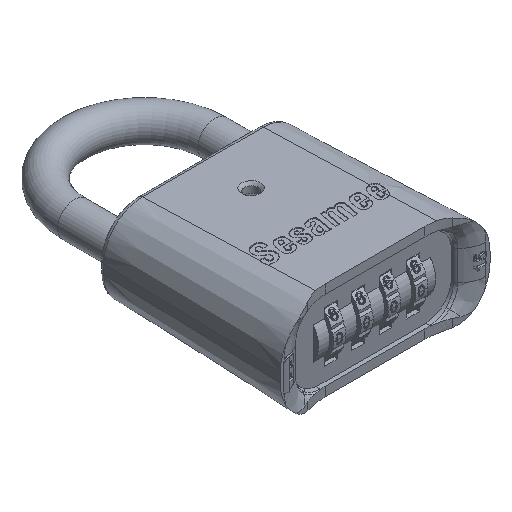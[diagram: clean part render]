
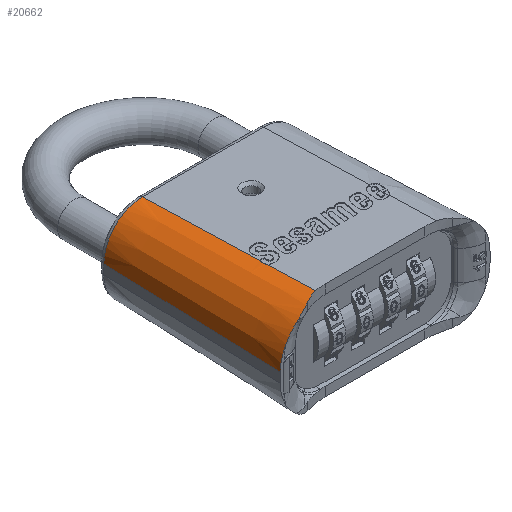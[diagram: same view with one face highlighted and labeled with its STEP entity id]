
A CAD part, isometric view. The second image highlights one B-rep face of the part: STEP entity #20662.
In plain terms, the highlighted conical face has half-angle 1.8 degrees and reference radius 9.16 mm.
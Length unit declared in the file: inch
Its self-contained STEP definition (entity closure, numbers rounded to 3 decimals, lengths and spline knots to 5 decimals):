
#202=CONICAL_SURFACE('',#22009,0.36064,0.031);
#510=ELLIPSE('',#22010,2.01194,0.40003);
#1001=CIRCLE('',#21964,0.41439);
#1675=FACE_OUTER_BOUND('',#2892,.T.);
#2892=EDGE_LOOP('',(#14218,#14219,#14220,#14221,#14222,#14223,#14224,#14225,
#14226,#14227));
#4098=B_SPLINE_CURVE_WITH_KNOTS('',3,(#29031,#29032,#29033,#29034,#29035,
#29036),.UNSPECIFIED.,.F.,.F.,(4,1,1,4),(-0.7854,-0.3366,
0.1122,0.7854),.UNSPECIFIED.);
#4310=B_SPLINE_CURVE_WITH_KNOTS('',3,(#31682,#31683,#31684,#31685,#31686,
#31687),.UNSPECIFIED.,.F.,.F.,(4,2,4),(-0.59379,-0.28377,
-0.20001),.UNSPECIFIED.);
#4311=B_SPLINE_CURVE_WITH_KNOTS('',3,(#31689,#31690,#31691,#31692,#31693,
#31694,#31695,#31696),.UNSPECIFIED.,.F.,.F.,(4,2,2,4),(3.51006,
3.65335,3.91419,3.9571),.UNSPECIFIED.);
#4312=B_SPLINE_CURVE_WITH_KNOTS('',3,(#31697,#31698,#31699,#31700,#31701,
#31702),.UNSPECIFIED.,.F.,.F.,(4,2,4),(1.40277,1.53308,
1.68235),.UNSPECIFIED.);
#4313=B_SPLINE_CURVE_WITH_KNOTS('',3,(#31704,#31705,#31706,#31707,#31708,
#31709,#31710,#31711),.UNSPECIFIED.,.F.,.F.,(4,2,2,4),(-0.12306,
-0.12191,-0.07543,0.),.UNSPECIFIED.);
#5082=LINE('',#30532,#6716);
#5088=LINE('',#30757,#6722);
#5126=LINE('',#31680,#6760);
#6716=VECTOR('',#23780,0.39389);
#6722=VECTOR('',#23786,0.39389);
#6760=VECTOR('',#23836,0.39389);
#8307=VERTEX_POINT('',#28870);
#8308=VERTEX_POINT('',#28876);
#8321=VERTEX_POINT('',#28994);
#8323=VERTEX_POINT('',#29029);
#8502=VERTEX_POINT('',#30531);
#8525=VERTEX_POINT('',#30745);
#8526=VERTEX_POINT('',#30756);
#8636=VERTEX_POINT('',#31681);
#8637=VERTEX_POINT('',#31688);
#8638=VERTEX_POINT('',#31703);
#10448=EDGE_CURVE('',#8308,#8307,#1001,.T.);
#10469=EDGE_CURVE('',#8323,#8321,#4098,.T.);
#10665=EDGE_CURVE('',#8502,#8321,#5082,.T.);
#10689=EDGE_CURVE('',#8526,#8525,#5088,.T.);
#10804=EDGE_CURVE('',#8323,#8308,#5126,.T.);
#10805=EDGE_CURVE('',#8307,#8636,#4310,.T.);
#10806=EDGE_CURVE('',#8636,#8637,#4311,.T.);
#10807=EDGE_CURVE('',#8637,#8526,#4312,.T.);
#10808=EDGE_CURVE('',#8525,#8638,#4313,.T.);
#10809=EDGE_CURVE('',#8638,#8502,#510,.T.);
#14218=ORIENTED_EDGE('',*,*,#10469,.F.);
#14219=ORIENTED_EDGE('',*,*,#10804,.T.);
#14220=ORIENTED_EDGE('',*,*,#10448,.T.);
#14221=ORIENTED_EDGE('',*,*,#10805,.T.);
#14222=ORIENTED_EDGE('',*,*,#10806,.T.);
#14223=ORIENTED_EDGE('',*,*,#10807,.T.);
#14224=ORIENTED_EDGE('',*,*,#10689,.T.);
#14225=ORIENTED_EDGE('',*,*,#10808,.T.);
#14226=ORIENTED_EDGE('',*,*,#10809,.T.);
#14227=ORIENTED_EDGE('',*,*,#10665,.T.);
#20662=ADVANCED_FACE('',(#1675),#202,.T.);
#21964=AXIS2_PLACEMENT_3D('',#28877,#23632,#23633);
#22009=AXIS2_PLACEMENT_3D('',#31679,#23834,#23835);
#22010=AXIS2_PLACEMENT_3D('',#31712,#23837,#23838);
#23632=DIRECTION('center_axis',(0.,1.,0.));
#23633=DIRECTION('ref_axis',(1.,0.,0.));
#23780=DIRECTION('',(-0.001,0.999,0.032));
#23786=DIRECTION('',(-0.001,0.999,0.032));
#23834=DIRECTION('center_axis',(0.001,-1.,
-0.001));
#23835=DIRECTION('ref_axis',(1.,0.001,0.));
#23836=DIRECTION('',(0.032,-0.999,-0.001));
#23837=DIRECTION('center_axis',(0.979,0.202,0.));
#23838=DIRECTION('ref_axis',(-0.202,0.979,0.001));
#28870=CARTESIAN_POINT('',(0.92865,-0.85437,-0.24541));
#28876=CARTESIAN_POINT('',(0.98,-0.85438,-0.04561));
#28877=CARTESIAN_POINT('Origin',(0.56561,-0.85438,-0.04561));
#28994=CARTESIAN_POINT('',(0.56432,0.85026,-0.40513));
#29029=CARTESIAN_POINT('',(0.92513,0.85026,-0.04432));
#29031=CARTESIAN_POINT('Ctrl Pts',(0.92513,0.85026,
-0.04432));
#29032=CARTESIAN_POINT('Ctrl Pts',(0.92513,0.85026,
-0.0983));
#29033=CARTESIAN_POINT('Ctrl Pts',(0.90045,0.85027,
-0.20608));
#29034=CARTESIAN_POINT('Ctrl Pts',(0.77975,0.85027,
-0.35786));
#29035=CARTESIAN_POINT('Ctrl Pts',(0.64529,0.85027,
-0.40513));
#29036=CARTESIAN_POINT('Ctrl Pts',(0.56432,0.85026,
-0.40513));
#30531=CARTESIAN_POINT('',(0.56516,-0.24772,-0.44047));
#30532=CARTESIAN_POINT('',(0.56432,0.8558,-0.40495));
#30745=CARTESIAN_POINT('',(0.5652,-0.3113,-0.44252));
#30756=CARTESIAN_POINT('',(0.56555,-0.77115,-0.45732));
#30757=CARTESIAN_POINT('',(0.56432,0.8558,-0.40495));
#31679=CARTESIAN_POINT('Origin',(0.56431,0.85553,-0.04431));
#31680=CARTESIAN_POINT('',(0.92495,0.8558,-0.04432));
#31681=CARTESIAN_POINT('',(0.8307,-0.85128,-0.36399));
#31682=CARTESIAN_POINT('Ctrl Pts',(0.92865,-0.85438,-0.24541));
#31683=CARTESIAN_POINT('Ctrl Pts',(0.90904,-0.85438,-0.28105));
#31684=CARTESIAN_POINT('Ctrl Pts',(0.88427,-0.85375,
-0.31359));
#31685=CARTESIAN_POINT('Ctrl Pts',(0.84729,-0.85212,
-0.34965));
#31686=CARTESIAN_POINT('Ctrl Pts',(0.83913,-0.85172,
-0.35699));
#31687=CARTESIAN_POINT('Ctrl Pts',(0.8307,-0.85128,
-0.36399));
#31688=CARTESIAN_POINT('',(0.67488,-0.8075,-0.44376));
#31689=CARTESIAN_POINT('Ctrl Pts',(0.8307,-0.85128,
-0.36399));
#31690=CARTESIAN_POINT('Ctrl Pts',(0.81613,-0.84965,
-0.37605));
#31691=CARTESIAN_POINT('Ctrl Pts',(0.80084,-0.84729,
-0.38699));
#31692=CARTESIAN_POINT('Ctrl Pts',(0.75639,-0.83811,
-0.41442));
#31693=CARTESIAN_POINT('Ctrl Pts',(0.72355,-0.82849,
-0.42933));
#31694=CARTESIAN_POINT('Ctrl Pts',(0.68557,-0.81237,
-0.44088));
#31695=CARTESIAN_POINT('Ctrl Pts',(0.68021,-0.80999,
-0.44238));
#31696=CARTESIAN_POINT('Ctrl Pts',(0.67488,-0.8075,-0.44376));
#31697=CARTESIAN_POINT('Ctrl Pts',(0.67488,-0.8075,-0.44376));
#31698=CARTESIAN_POINT('Ctrl Pts',(0.65891,-0.80005,
-0.4479));
#31699=CARTESIAN_POINT('Ctrl Pts',(0.64226,-0.79332,
-0.45121));
#31700=CARTESIAN_POINT('Ctrl Pts',(0.60571,-0.78083,
-0.45614));
#31701=CARTESIAN_POINT('Ctrl Pts',(0.58564,-0.77534,
-0.45746));
#31702=CARTESIAN_POINT('Ctrl Pts',(0.56555,-0.77115,
-0.45732));
#31703=CARTESIAN_POINT('',(0.5684,-0.26346,-0.44097));
#31704=CARTESIAN_POINT('Ctrl Pts',(0.5652,-0.3113,
-0.44252));
#31705=CARTESIAN_POINT('Ctrl Pts',(0.56528,-0.31117,
-0.44252));
#31706=CARTESIAN_POINT('Ctrl Pts',(0.56535,-0.31103,
-0.44251));
#31707=CARTESIAN_POINT('Ctrl Pts',(0.56832,-0.30552,
-0.44233));
#31708=CARTESIAN_POINT('Ctrl Pts',(0.5699,-0.29959,
-0.44212));
#31709=CARTESIAN_POINT('Ctrl Pts',(0.57168,-0.28366,
-0.44158));
#31710=CARTESIAN_POINT('Ctrl Pts',(0.57046,-0.27314,
-0.44126));
#31711=CARTESIAN_POINT('Ctrl Pts',(0.5684,-0.26346,
-0.44097));
#31712=CARTESIAN_POINT('Origin',(0.62731,-0.54919,-0.04538));
